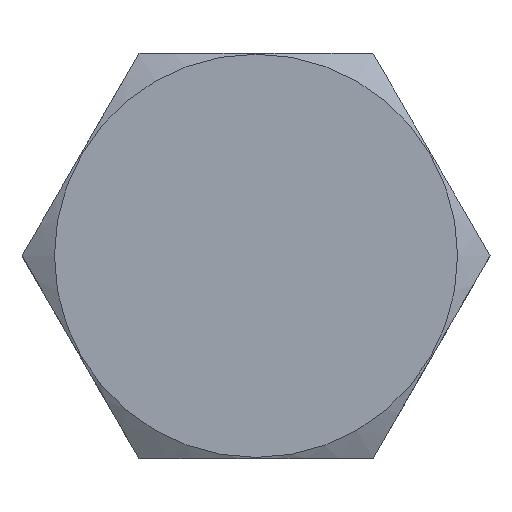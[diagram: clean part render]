
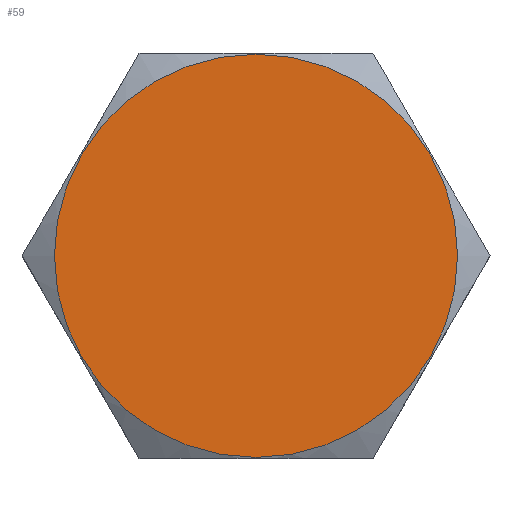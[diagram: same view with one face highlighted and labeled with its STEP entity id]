
A CAD part, top view. The second image highlights one B-rep face of the part: STEP entity #59.
In plain terms, the highlighted planar face has unit normal (0, 0, 1).
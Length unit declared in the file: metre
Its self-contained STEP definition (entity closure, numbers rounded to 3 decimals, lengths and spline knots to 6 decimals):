
#59 = ADVANCED_FACE( 'NONE', ( #118 ), #119, .T. );
#118 = FACE_OUTER_BOUND( '', #169, .T. );
#119 = PLANE( '', #170 );
#169 = EDGE_LOOP( '', ( #261 ) );
#170 = AXIS2_PLACEMENT_3D( '', #262, #263, #264 );
#261 = ORIENTED_EDGE( '', *, *, #295, .F. );
#262 = CARTESIAN_POINT( '', ( 0., 0., 0.02 ) );
#263 = DIRECTION( '', ( 0., 0., 1. ) );
#264 = DIRECTION( '', ( 1., 0., 0. ) );
#295 = EDGE_CURVE( 'NONE', #343, #343, #344, .T. );
#343 = VERTEX_POINT( '', #537 );
#344 = CIRCLE( '', #538, 0.0189 );
#537 = CARTESIAN_POINT( '', ( -0.0189, 0., 0.02 ) );
#538 = AXIS2_PLACEMENT_3D( '', #609, #610, #611 );
#609 = CARTESIAN_POINT( '', ( 0., 0., 0.02 ) );
#610 = DIRECTION( '', ( 0., 0., -1. ) );
#611 = DIRECTION( '', ( -1., 0., 0. ) );
